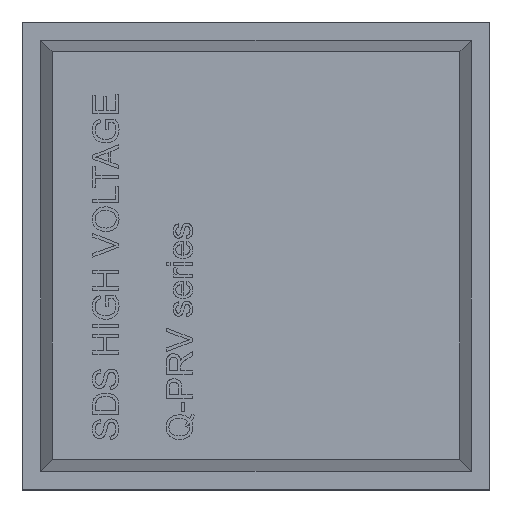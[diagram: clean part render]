
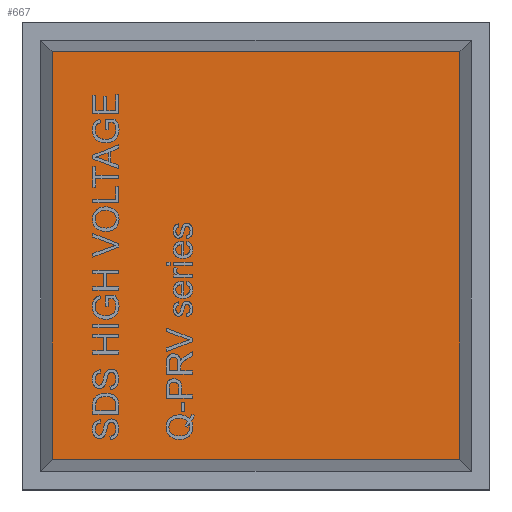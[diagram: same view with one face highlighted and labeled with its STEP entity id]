
A CAD part, top view. The second image highlights one B-rep face of the part: STEP entity #667.
In plain terms, the highlighted planar face has unit normal (0, 0, 1).
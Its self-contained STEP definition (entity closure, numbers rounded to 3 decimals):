
#545 = VERTEX_POINT('',#546);
#546 = CARTESIAN_POINT('',(5.536,-5.536,12.));
#551 = EDGE_CURVE('',#552,#545,#554,.T.);
#552 = VERTEX_POINT('',#553);
#553 = CARTESIAN_POINT('',(-5.536,-5.536,12.));
#554 = LINE('',#555,#556);
#555 = CARTESIAN_POINT('',(-5.85,-5.536,12.));
#556 = VECTOR('',#557,1.);
#557 = DIRECTION('',(1.,0.,0.));
#574 = VERTEX_POINT('',#575);
#575 = CARTESIAN_POINT('',(5.536,5.536,12.));
#580 = EDGE_CURVE('',#545,#574,#581,.T.);
#581 = LINE('',#582,#583);
#582 = CARTESIAN_POINT('',(5.536,-5.85,12.));
#583 = VECTOR('',#584,1.);
#584 = DIRECTION('',(0.,1.,0.));
#597 = VERTEX_POINT('',#598);
#598 = CARTESIAN_POINT('',(-5.536,5.536,12.));
#603 = EDGE_CURVE('',#574,#597,#604,.T.);
#604 = LINE('',#605,#606);
#605 = CARTESIAN_POINT('',(5.85,5.536,12.));
#606 = VECTOR('',#607,1.);
#607 = DIRECTION('',(-1.,0.,0.));
#620 = EDGE_CURVE('',#597,#552,#621,.T.);
#621 = LINE('',#622,#623);
#622 = CARTESIAN_POINT('',(-5.536,5.85,12.));
#623 = VECTOR('',#624,1.);
#624 = DIRECTION('',(0.,-1.,0.));
#667 = ADVANCED_FACE('',(#668),#674,.F.);
#668 = FACE_BOUND('',#669,.T.);
#669 = EDGE_LOOP('',(#670,#671,#672,#673));
#670 = ORIENTED_EDGE('',*,*,#551,.T.);
#671 = ORIENTED_EDGE('',*,*,#580,.T.);
#672 = ORIENTED_EDGE('',*,*,#603,.T.);
#673 = ORIENTED_EDGE('',*,*,#620,.T.);
#674 = PLANE('',#675);
#675 = AXIS2_PLACEMENT_3D('',#676,#677,#678);
#676 = CARTESIAN_POINT('',(-5.536,-5.536,12.));
#677 = DIRECTION('',(0.,0.,-1.));
#678 = DIRECTION('',(0.707,0.707,0.));
